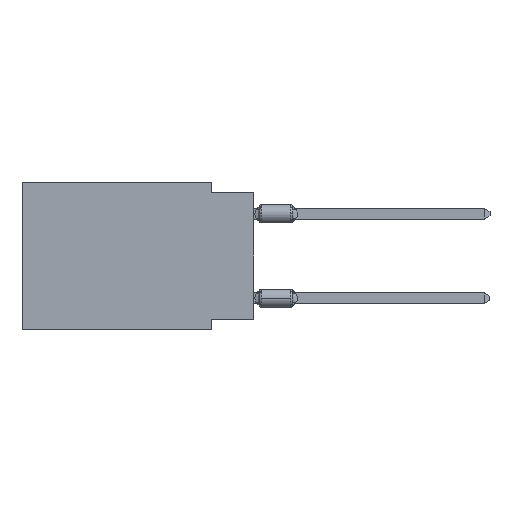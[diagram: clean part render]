
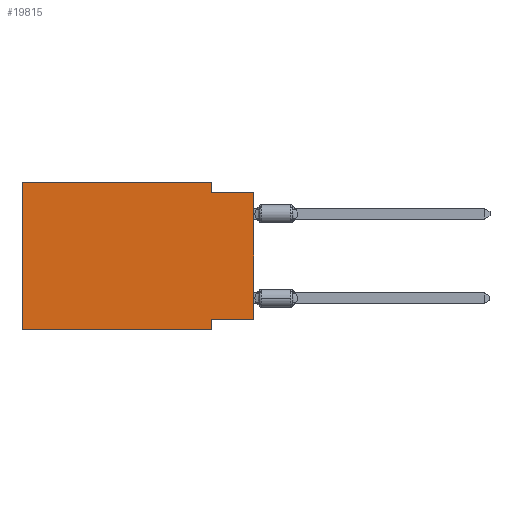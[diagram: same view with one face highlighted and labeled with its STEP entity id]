
A CAD part, left-side view. The second image highlights one B-rep face of the part: STEP entity #19815.
In plain terms, the highlighted planar face has unit normal (-1, 0, 0).
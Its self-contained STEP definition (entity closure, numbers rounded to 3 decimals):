
#145 = ORIENTED_EDGE ( 'NONE', *, *, #15399, .F. ) ;
#284 = ORIENTED_EDGE ( 'NONE', *, *, #10724, .F. ) ;
#355 = AXIS2_PLACEMENT_3D ( 'NONE', #15840, #6254, #17661 ) ;
#610 = VERTEX_POINT ( 'NONE', #11440 ) ;
#1000 = VECTOR ( 'NONE', #10306, 1000. ) ;
#1010 = LINE ( 'NONE', #4165, #12974 ) ;
#1103 = CARTESIAN_POINT ( 'NONE',  ( 0., 0., -8.255 ) ) ;
#1380 = LINE ( 'NONE', #7994, #19705 ) ;
#3079 = CARTESIAN_POINT ( 'NONE',  ( 0., 0., -8.255 ) ) ;
#3218 = ORIENTED_EDGE ( 'NONE', *, *, #10105, .F. ) ;
#3260 = LINE ( 'NONE', #13373, #19252 ) ;
#3517 = DIRECTION ( 'NONE',  ( 0., 1., 0. ) ) ;
#3771 = LINE ( 'NONE', #10508, #1000 ) ;
#4165 = CARTESIAN_POINT ( 'NONE',  ( 0., 13.97, -8.89 ) ) ;
#4182 = CARTESIAN_POINT ( 'NONE',  ( 0., 13.97, 0. ) ) ;
#6138 = DIRECTION ( 'NONE',  ( 0., -1., 0. ) ) ;
#6167 = ORIENTED_EDGE ( 'NONE', *, *, #12986, .F. ) ;
#6254 = DIRECTION ( 'NONE',  ( 1., 0., 0. ) ) ;
#6361 = FACE_OUTER_BOUND ( 'NONE', #14458, .T. ) ;
#7334 = VERTEX_POINT ( 'NONE', #12800 ) ;
#7576 = CARTESIAN_POINT ( 'NONE',  ( 0., 0., -0.635 ) ) ;
#7928 = EDGE_CURVE ( 'NONE', #10382, #14158, #1010, .T. ) ;
#7994 = CARTESIAN_POINT ( 'NONE',  ( 0., 2.54, -8.89 ) ) ;
#9221 = VECTOR ( 'NONE', #17116, 1000. ) ;
#9287 = CARTESIAN_POINT ( 'NONE',  ( 0., 13.97, 0. ) ) ;
#9730 = CARTESIAN_POINT ( 'NONE',  ( 0., 2.54, -8.89 ) ) ;
#9875 = DIRECTION ( 'NONE',  ( 0., -1., 0. ) ) ;
#10105 = EDGE_CURVE ( 'NONE', #7334, #17995, #3260, .T. ) ;
#10272 = CARTESIAN_POINT ( 'NONE',  ( 0., 2.54, 0. ) ) ;
#10306 = DIRECTION ( 'NONE',  ( 0., 0., 1. ) ) ;
#10382 = VERTEX_POINT ( 'NONE', #10744 ) ;
#10419 = VERTEX_POINT ( 'NONE', #19215 ) ;
#10508 = CARTESIAN_POINT ( 'NONE',  ( 0., 0., 0. ) ) ;
#10724 = EDGE_CURVE ( 'NONE', #21435, #10419, #19407, .T. ) ;
#10744 = CARTESIAN_POINT ( 'NONE',  ( 0., 13.97, -8.89 ) ) ;
#10770 = EDGE_CURVE ( 'NONE', #10382, #21435, #14091, .T. ) ;
#11268 = VECTOR ( 'NONE', #14404, 1000. ) ;
#11440 = CARTESIAN_POINT ( 'NONE',  ( 0., 2.54, -8.255 ) ) ;
#11979 = VECTOR ( 'NONE', #6138, 1000. ) ;
#12188 = EDGE_CURVE ( 'NONE', #10419, #7334, #15383, .T. ) ;
#12305 = ORIENTED_EDGE ( 'NONE', *, *, #10770, .F. ) ;
#12621 = ORIENTED_EDGE ( 'NONE', *, *, #12188, .F. ) ;
#12800 = CARTESIAN_POINT ( 'NONE',  ( 0., 2.54, -0.635 ) ) ;
#12974 = VECTOR ( 'NONE', #17310, 1000. ) ;
#12986 = EDGE_CURVE ( 'NONE', #13282, #610, #17962, .T. ) ;
#13282 = VERTEX_POINT ( 'NONE', #1103 ) ;
#13372 = VECTOR ( 'NONE', #3517, 1000. ) ;
#13373 = CARTESIAN_POINT ( 'NONE',  ( 0., 0., -0.635 ) ) ;
#14091 = LINE ( 'NONE', #9287, #11268 ) ;
#14158 = VERTEX_POINT ( 'NONE', #9730 ) ;
#14404 = DIRECTION ( 'NONE',  ( 0., 0., 1. ) ) ;
#14458 = EDGE_LOOP ( 'NONE', ( #17288, #3218, #12621, #284, #12305, #20575, #145, #6167 ) ) ;
#15383 = LINE ( 'NONE', #10272, #9221 ) ;
#15399 = EDGE_CURVE ( 'NONE', #610, #14158, #1380, .T. ) ;
#15840 = CARTESIAN_POINT ( 'NONE',  ( 0., 13.97, 0. ) ) ;
#17116 = DIRECTION ( 'NONE',  ( 0., 0., -1. ) ) ;
#17288 = ORIENTED_EDGE ( 'NONE', *, *, #18369, .T. ) ;
#17310 = DIRECTION ( 'NONE',  ( 0., -1., 0. ) ) ;
#17661 = DIRECTION ( 'NONE',  ( 0., 0., -1. ) ) ;
#17962 = LINE ( 'NONE', #3079, #13372 ) ;
#17995 = VERTEX_POINT ( 'NONE', #7576 ) ;
#18369 = EDGE_CURVE ( 'NONE', #13282, #17995, #3771, .T. ) ;
#19092 = CARTESIAN_POINT ( 'NONE',  ( 0., 13.97, 0. ) ) ;
#19099 = PLANE ( 'NONE',  #355 ) ;
#19215 = CARTESIAN_POINT ( 'NONE',  ( 0., 2.54, 0. ) ) ;
#19252 = VECTOR ( 'NONE', #9875, 1000. ) ;
#19407 = LINE ( 'NONE', #19092, #11979 ) ;
#19705 = VECTOR ( 'NONE', #21259, 1000. ) ;
#19815 = ADVANCED_FACE ( 'NONE', ( #6361 ), #19099, .F. ) ;
#20575 = ORIENTED_EDGE ( 'NONE', *, *, #7928, .T. ) ;
#21259 = DIRECTION ( 'NONE',  ( 0., 0., -1. ) ) ;
#21435 = VERTEX_POINT ( 'NONE', #4182 ) ;
